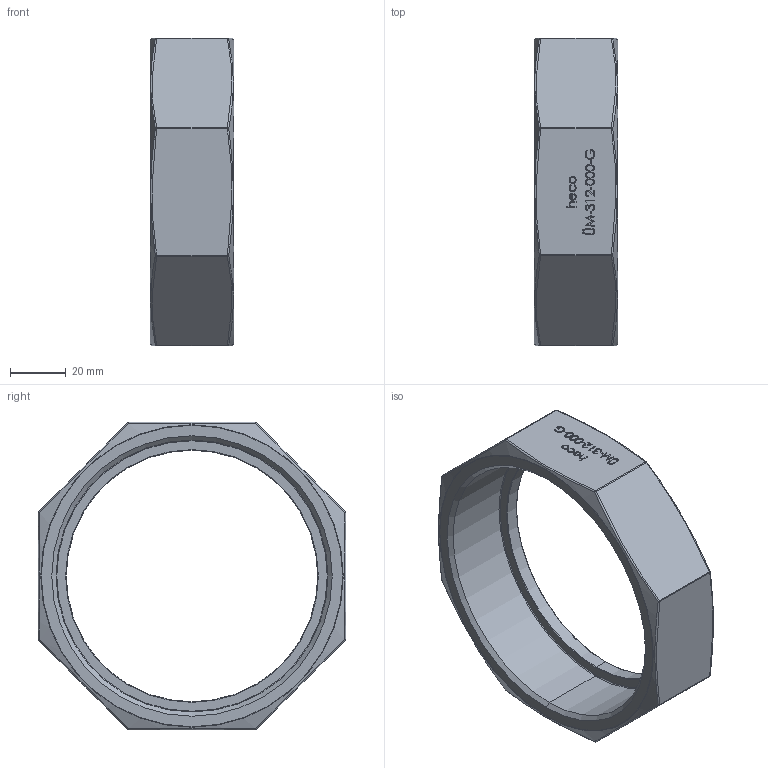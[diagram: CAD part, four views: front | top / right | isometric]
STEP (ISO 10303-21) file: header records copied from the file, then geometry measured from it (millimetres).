
FILE_DESCRIPTION (( 'STEP AP214' ), '1' );
FILE_NAME ('ÜM-312-000-G Überwurfmutter.STEP', '2018-06-21T08:01:59', ( '' ), ( '' ), 'SwSTEP 2.0', 'SolidWorks 2016', '' );
FILE_SCHEMA (( 'AUTOMOTIVE_DESIGN' ));
Length unit declared in the file: millimetre
Products named in the file (1): ÜM-312-000-G Überwurfmutter
Bounding box: 30 x 110 x 110 mm (x, y, z)
Volume: 81374.4 mm3; surface area: 26343.7 mm2
Topology: 1 solids, 1 shells, 317 faces, 803 edges, 510 vertices
Faces by surface type: bspline 157, plane 116, sphere 16, cylinder 12, torus 10, cone 6
Entity records: 19900 total; most frequent: CARTESIAN_POINT 11280, ORIENTED_EDGE 1590, DIRECTION 881, EDGE_CURVE 795, VERTEX_POINT 510, LINE 395, VECTOR 395, EDGE_LOOP 349
